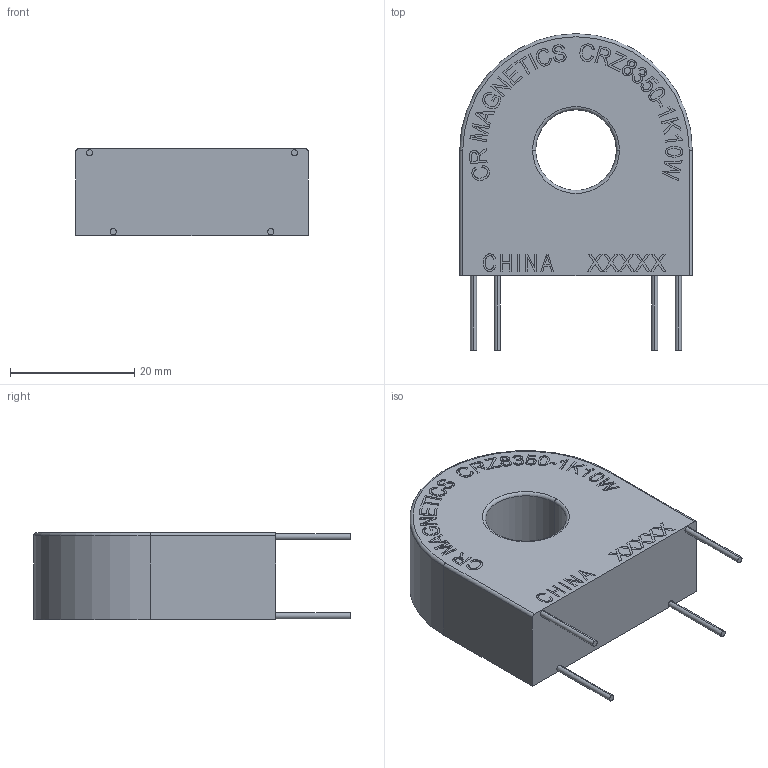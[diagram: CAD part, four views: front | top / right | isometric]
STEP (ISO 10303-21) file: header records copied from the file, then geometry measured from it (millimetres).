
FILE_DESCRIPTION (( 'STEP AP203' ), '1' );
FILE_NAME ('CR8350-1K10W.STEP', '2023-04-13T12:56:56', ( '' ), ( '' ), 'SwSTEP 2.0', 'SolidWorks 2022', '' );
FILE_SCHEMA (( 'CONFIG_CONTROL_DESIGN' ));
Length unit declared in the file: millimetre
Products named in the file (1): CR8350-1K10W
Bounding box: 37.5 x 51 x 14.03 mm (x, y, z)
Volume: 16000.2 mm3; surface area: 5025.8 mm2
Topology: 1 solids, 1 shells, 498 faces, 1337 edges, 890 vertices
Faces by surface type: plane 307, bspline 167, cylinder 18, torus 6
Entity records: 24129 total; most frequent: CARTESIAN_POINT 12675, ORIENTED_EDGE 2674, DIRECTION 1710, EDGE_CURVE 1337, LINE 956, VECTOR 956, VERTEX_POINT 890, EDGE_LOOP 549
